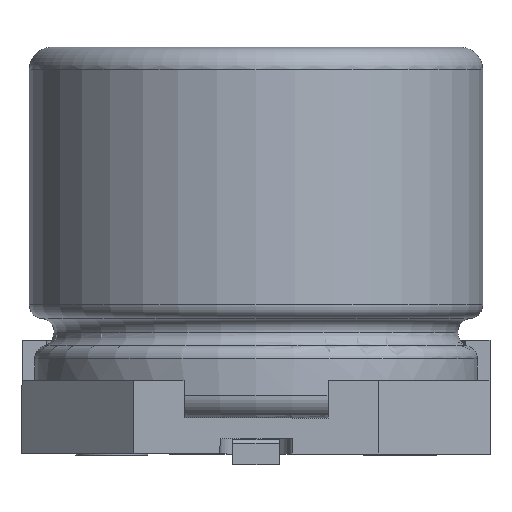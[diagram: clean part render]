
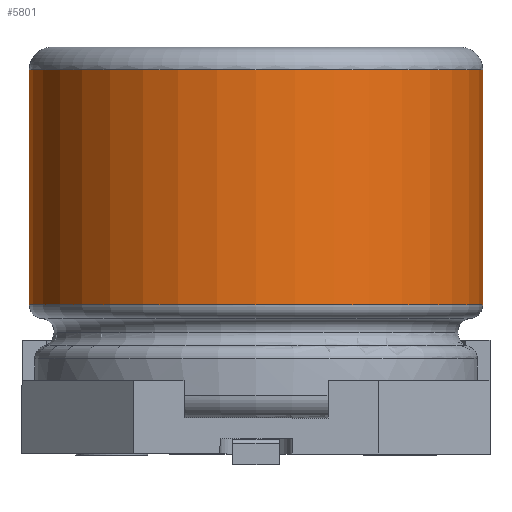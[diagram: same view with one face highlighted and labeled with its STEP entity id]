
A CAD part, left-side view. The second image highlights one B-rep face of the part: STEP entity #5801.
In plain terms, the highlighted cylindrical face has radius 3.15 mm (diameter 6.3 mm), a full revolution.
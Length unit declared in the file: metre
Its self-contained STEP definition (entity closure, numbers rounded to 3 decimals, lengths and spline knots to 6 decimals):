
#116=CYLINDRICAL_SURFACE('',#6135,0.00315);
#235=CIRCLE('',#6134,0.00315);
#236=CIRCLE('',#6136,0.00315);
#1393=ORIENTED_EDGE('',*,*,#2015,.T.);
#1394=ORIENTED_EDGE('',*,*,#2014,.T.);
#2014=EDGE_CURVE('',#2420,#2420,#235,.T.);
#2015=EDGE_CURVE('',#2421,#2421,#236,.T.);
#2420=VERTEX_POINT('',#8890);
#2421=VERTEX_POINT('',#8893);
#3555=EDGE_LOOP('',(#1393));
#3556=EDGE_LOOP('',(#1394));
#3830=FACE_BOUND('',#3555,.T.);
#3831=FACE_BOUND('',#3556,.T.);
#5801=ADVANCED_FACE('',(#3830,#3831),#116,.T.);
#6134=AXIS2_PLACEMENT_3D('',#8889,#7227,#7228);
#6135=AXIS2_PLACEMENT_3D('',#8891,#7229,#7230);
#6136=AXIS2_PLACEMENT_3D('',#8892,#7231,#7232);
#7227=DIRECTION('',(0.,0.,-1.));
#7228=DIRECTION('',(0.,1.,0.));
#7229=DIRECTION('',(0.,0.,1.));
#7230=DIRECTION('',(0.,-1.,0.));
#7231=DIRECTION('',(0.,0.,1.));
#7232=DIRECTION('',(0.,-1.,0.));
#8889=CARTESIAN_POINT('',(0.,0.,0.005335));
#8890=CARTESIAN_POINT('',(0.,0.00315,0.005335));
#8891=CARTESIAN_POINT('',(0.,0.,0.0104));
#8892=CARTESIAN_POINT('',(0.,0.,0.00207));
#8893=CARTESIAN_POINT('',(0.,-0.00315,0.00207));
